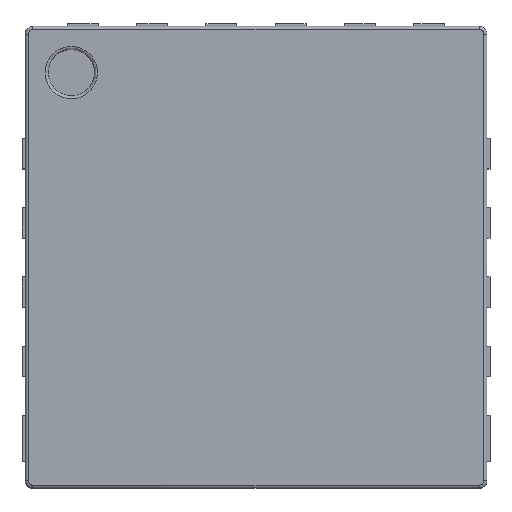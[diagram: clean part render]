
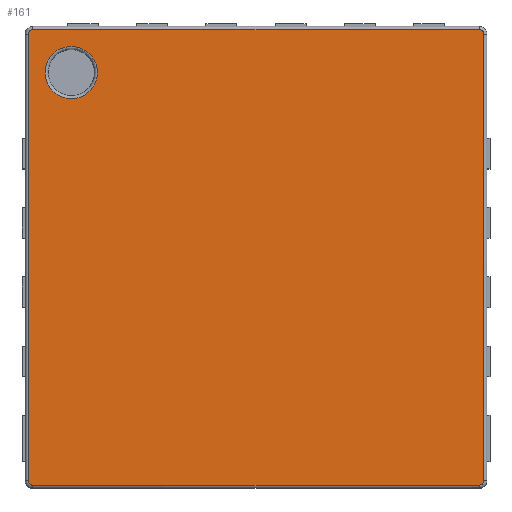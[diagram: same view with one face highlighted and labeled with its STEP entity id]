
A CAD part, top view. The second image highlights one B-rep face of the part: STEP entity #161.
In plain terms, the highlighted free-form (B-spline) face has degree [1, 1] with [2, 2] control points.
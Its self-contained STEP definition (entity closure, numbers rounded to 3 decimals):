
#161 = ADVANCED_FACE('',(#162,#176),#238,.T.);
#162 = FACE_BOUND('',#163,.T.);
#163 = EDGE_LOOP('',(#164));
#164 = ORIENTED_EDGE('',*,*,#165,.F.);
#165 = EDGE_CURVE('',#166,#166,#168,.T.);
#166 = VERTEX_POINT('',#167);
#167 = CARTESIAN_POINT('',(-0.914,1.065,0.639
    ));
#168 = ( BOUNDED_CURVE() B_SPLINE_CURVE(2,(#169,#170,#171,#172,#173,#174
,#175),.UNSPECIFIED.,.T.,.F.) B_SPLINE_CURVE_WITH_KNOTS((1,2,2,2,2,1),(
    -2.094,0.,2.094,4.189,6.283,
8.378),.UNSPECIFIED.) CURVE() GEOMETRIC_REPRESENTATION_ITEM() 
RATIONAL_B_SPLINE_CURVE((1.,0.5,1.,0.5,1.,0.5,1.)) REPRESENTATION_ITEM(
  '') );
#169 = CARTESIAN_POINT('',(-0.914,1.065,0.639
    ));
#170 = CARTESIAN_POINT('',(-0.914,1.326,0.639
    ));
#171 = CARTESIAN_POINT('',(-1.14,1.195,0.639)
  );
#172 = CARTESIAN_POINT('',(-1.366,1.065,0.639
    ));
#173 = CARTESIAN_POINT('',(-1.14,0.934,0.639)
  );
#174 = CARTESIAN_POINT('',(-0.914,0.803,0.639
    ));
#175 = CARTESIAN_POINT('',(-0.914,1.065,0.639
    ));
#176 = FACE_BOUND('',#177,.T.);
#177 = EDGE_LOOP('',(#178,#187,#195,#202,#210,#217,#225,#232));
#178 = ORIENTED_EDGE('',*,*,#179,.T.);
#179 = EDGE_CURVE('',#180,#182,#184,.T.);
#180 = VERTEX_POINT('',#181);
#181 = CARTESIAN_POINT('',(1.313,-1.287,0.639
    ));
#182 = VERTEX_POINT('',#183);
#183 = CARTESIAN_POINT('',(1.313,1.287,0.639)
  );
#184 = B_SPLINE_CURVE_WITH_KNOTS('',1,(#185,#186),.UNSPECIFIED.,.F.,.F.,
  (2,2),(-2.9,0.),.PIECEWISE_BEZIER_KNOTS.);
#185 = CARTESIAN_POINT('',(1.313,-1.287,0.639
    ));
#186 = CARTESIAN_POINT('',(1.313,1.287,0.639)
  );
#187 = ORIENTED_EDGE('',*,*,#188,.T.);
#188 = EDGE_CURVE('',#182,#189,#191,.T.);
#189 = VERTEX_POINT('',#190);
#190 = CARTESIAN_POINT('',(1.287,1.313,0.639)
  );
#191 = ( BOUNDED_CURVE() B_SPLINE_CURVE(2,(#192,#193,#194),
.UNSPECIFIED.,.F.,.F.) B_SPLINE_CURVE_WITH_KNOTS((3,3),(0.,
1.571),.PIECEWISE_BEZIER_KNOTS.) CURVE() 
GEOMETRIC_REPRESENTATION_ITEM() RATIONAL_B_SPLINE_CURVE((1.,
0.707,1.)) REPRESENTATION_ITEM('') );
#192 = CARTESIAN_POINT('',(1.313,1.287,0.639)
  );
#193 = CARTESIAN_POINT('',(1.313,1.313,0.639)
  );
#194 = CARTESIAN_POINT('',(1.287,1.313,0.639)
  );
#195 = ORIENTED_EDGE('',*,*,#196,.T.);
#196 = EDGE_CURVE('',#189,#197,#199,.T.);
#197 = VERTEX_POINT('',#198);
#198 = CARTESIAN_POINT('',(-1.287,1.313,0.639
    ));
#199 = B_SPLINE_CURVE_WITH_KNOTS('',1,(#200,#201),.UNSPECIFIED.,.F.,.F.,
  (2,2),(-2.9,0.),.PIECEWISE_BEZIER_KNOTS.);
#200 = CARTESIAN_POINT('',(1.287,1.313,0.639)
  );
#201 = CARTESIAN_POINT('',(-1.287,1.313,0.639
    ));
#202 = ORIENTED_EDGE('',*,*,#203,.T.);
#203 = EDGE_CURVE('',#197,#204,#206,.T.);
#204 = VERTEX_POINT('',#205);
#205 = CARTESIAN_POINT('',(-1.313,1.287,0.639
    ));
#206 = ( BOUNDED_CURVE() B_SPLINE_CURVE(2,(#207,#208,#209),
.UNSPECIFIED.,.F.,.F.) B_SPLINE_CURVE_WITH_KNOTS((3,3),(1.571,
3.142),.PIECEWISE_BEZIER_KNOTS.) CURVE() 
GEOMETRIC_REPRESENTATION_ITEM() RATIONAL_B_SPLINE_CURVE((1.,
0.707,1.)) REPRESENTATION_ITEM('') );
#207 = CARTESIAN_POINT('',(-1.287,1.313,0.639
    ));
#208 = CARTESIAN_POINT('',(-1.313,1.313,0.639
    ));
#209 = CARTESIAN_POINT('',(-1.313,1.287,0.639
    ));
#210 = ORIENTED_EDGE('',*,*,#211,.T.);
#211 = EDGE_CURVE('',#204,#212,#214,.T.);
#212 = VERTEX_POINT('',#213);
#213 = CARTESIAN_POINT('',(-1.313,-1.287,
    0.639));
#214 = B_SPLINE_CURVE_WITH_KNOTS('',1,(#215,#216),.UNSPECIFIED.,.F.,.F.,
  (2,2),(-2.9,0.),.PIECEWISE_BEZIER_KNOTS.);
#215 = CARTESIAN_POINT('',(-1.313,1.287,0.639
    ));
#216 = CARTESIAN_POINT('',(-1.313,-1.287,
    0.639));
#217 = ORIENTED_EDGE('',*,*,#218,.T.);
#218 = EDGE_CURVE('',#212,#219,#221,.T.);
#219 = VERTEX_POINT('',#220);
#220 = CARTESIAN_POINT('',(-1.287,-1.313,
    0.639));
#221 = ( BOUNDED_CURVE() B_SPLINE_CURVE(2,(#222,#223,#224),
.UNSPECIFIED.,.F.,.F.) B_SPLINE_CURVE_WITH_KNOTS((3,3),(3.142,
4.712),.PIECEWISE_BEZIER_KNOTS.) CURVE() 
GEOMETRIC_REPRESENTATION_ITEM() RATIONAL_B_SPLINE_CURVE((1.,
0.707,1.)) REPRESENTATION_ITEM('') );
#222 = CARTESIAN_POINT('',(-1.313,-1.287,
    0.639));
#223 = CARTESIAN_POINT('',(-1.313,-1.313,
    0.639));
#224 = CARTESIAN_POINT('',(-1.287,-1.313,
    0.639));
#225 = ORIENTED_EDGE('',*,*,#226,.T.);
#226 = EDGE_CURVE('',#219,#227,#229,.T.);
#227 = VERTEX_POINT('',#228);
#228 = CARTESIAN_POINT('',(1.287,-1.313,0.639
    ));
#229 = B_SPLINE_CURVE_WITH_KNOTS('',1,(#230,#231),.UNSPECIFIED.,.F.,.F.,
  (2,2),(-2.9,0.),.PIECEWISE_BEZIER_KNOTS.);
#230 = CARTESIAN_POINT('',(-1.287,-1.313,
    0.639));
#231 = CARTESIAN_POINT('',(1.287,-1.313,0.639
    ));
#232 = ORIENTED_EDGE('',*,*,#233,.T.);
#233 = EDGE_CURVE('',#227,#180,#234,.T.);
#234 = ( BOUNDED_CURVE() B_SPLINE_CURVE(2,(#235,#236,#237),
.UNSPECIFIED.,.F.,.F.) B_SPLINE_CURVE_WITH_KNOTS((3,3),(4.712,
6.283),.PIECEWISE_BEZIER_KNOTS.) CURVE() 
GEOMETRIC_REPRESENTATION_ITEM() RATIONAL_B_SPLINE_CURVE((1.,
0.707,1.)) REPRESENTATION_ITEM('') );
#235 = CARTESIAN_POINT('',(1.287,-1.313,0.639
    ));
#236 = CARTESIAN_POINT('',(1.313,-1.313,0.639
    ));
#237 = CARTESIAN_POINT('',(1.313,-1.287,0.639
    ));
#238 = B_SPLINE_SURFACE_WITH_KNOTS('',1,1,(
    (#239,#240)
    ,(#241,#242
    )),.UNSPECIFIED.,.F.,.F.,.F.,(2,2),(2,2),(-1.48,1.48),(-1.48,1.48),
  .PIECEWISE_BEZIER_KNOTS.);
#239 = CARTESIAN_POINT('',(-1.313,-1.313,
    0.639));
#240 = CARTESIAN_POINT('',(-1.313,1.313,0.639
    ));
#241 = CARTESIAN_POINT('',(1.313,-1.313,0.639
    ));
#242 = CARTESIAN_POINT('',(1.313,1.313,0.639)
  );
